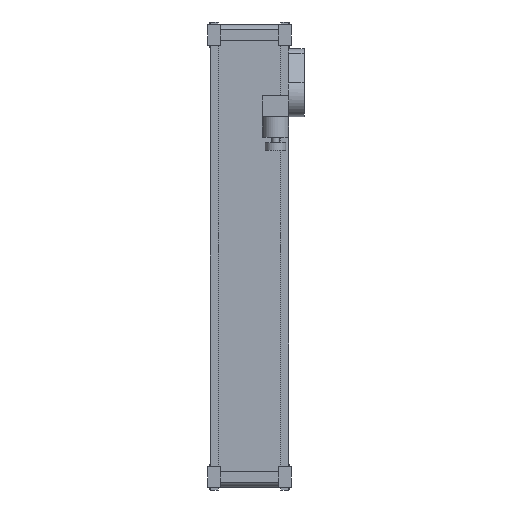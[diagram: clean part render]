
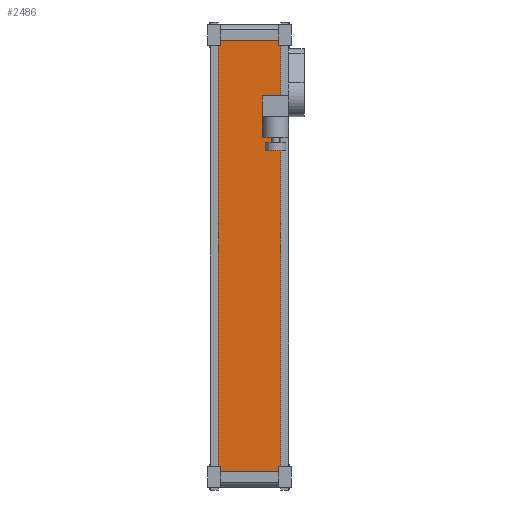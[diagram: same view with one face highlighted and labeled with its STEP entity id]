
A CAD part, front view. The second image highlights one B-rep face of the part: STEP entity #2486.
In plain terms, the highlighted planar face has unit normal (0, -1, 0).
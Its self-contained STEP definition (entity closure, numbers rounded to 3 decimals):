
#52=LINE('',#3506,#369);
#53=LINE('',#3508,#370);
#54=LINE('',#3510,#371);
#55=LINE('',#3511,#372);
#369=VECTOR('',#2886,10.);
#370=VECTOR('',#2887,10.);
#371=VECTOR('',#2888,10.);
#372=VECTOR('',#2889,10.);
#697=FACE_OUTER_BOUND('',#832,.T.);
#832=EDGE_LOOP('',(#1629,#1630,#1631,#1632));
#1013=VERTEX_POINT('',#3504);
#1014=VERTEX_POINT('',#3505);
#1015=VERTEX_POINT('',#3507);
#1016=VERTEX_POINT('',#3509);
#1250=EDGE_CURVE('',#1013,#1014,#52,.T.);
#1251=EDGE_CURVE('',#1015,#1013,#53,.T.);
#1252=EDGE_CURVE('',#1016,#1015,#54,.T.);
#1253=EDGE_CURVE('',#1016,#1014,#55,.T.);
#1629=ORIENTED_EDGE('',*,*,#1250,.F.);
#1630=ORIENTED_EDGE('',*,*,#1251,.F.);
#1631=ORIENTED_EDGE('',*,*,#1252,.F.);
#1632=ORIENTED_EDGE('',*,*,#1253,.T.);
#2227=PLANE('',#2653);
#2486=ADVANCED_FACE('',(#697),#2227,.T.);
#2653=AXIS2_PLACEMENT_3D('',#3503,#2884,#2885);
#2884=DIRECTION('center_axis',(0.,-1.,0.));
#2885=DIRECTION('ref_axis',(0.,0.,-1.));
#2886=DIRECTION('',(0.,0.,-1.));
#2887=DIRECTION('',(1.,0.,0.));
#2888=DIRECTION('',(0.,0.,1.));
#2889=DIRECTION('',(1.,0.,0.));
#3503=CARTESIAN_POINT('Origin',(30.,910.,-850.));
#3504=CARTESIAN_POINT('',(270.,910.,850.));
#3505=CARTESIAN_POINT('',(270.,910.,-850.));
#3506=CARTESIAN_POINT('',(270.,910.,-425.));
#3507=CARTESIAN_POINT('',(30.,910.,850.));
#3508=CARTESIAN_POINT('',(30.,910.,850.));
#3509=CARTESIAN_POINT('',(30.,910.,-850.));
#3510=CARTESIAN_POINT('',(30.,910.,-425.));
#3511=CARTESIAN_POINT('',(30.,910.,-850.));
